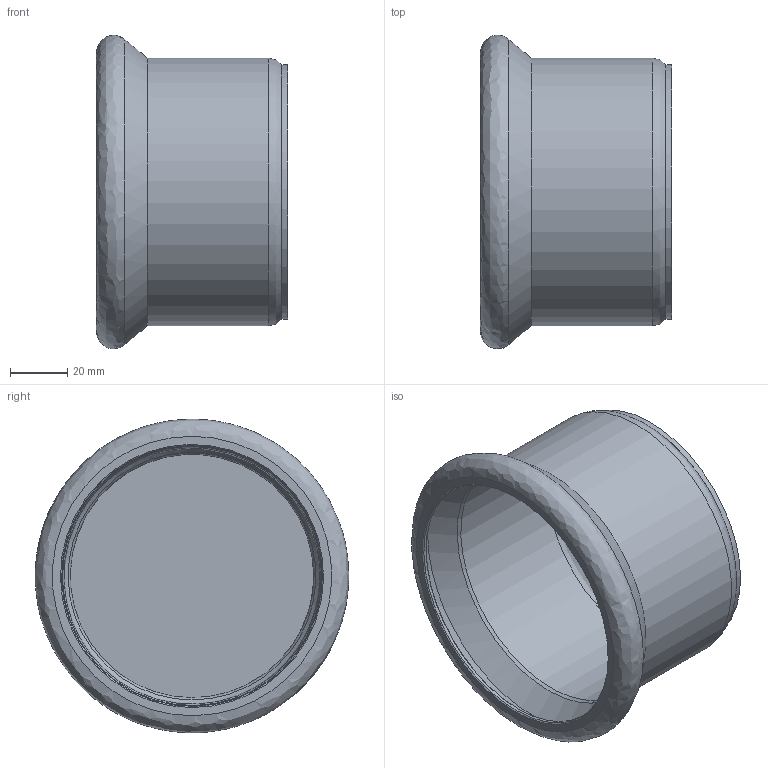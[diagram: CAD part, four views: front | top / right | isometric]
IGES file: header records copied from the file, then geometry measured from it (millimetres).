
Global section: file name: 43220; native system: Autodesk Inventor 2023; preprocessor: unknown; author: JANAN; date: 20230908.112409; units: millimetre
Bounding box: 66.72 x 109.47 x 109.47 mm (x, y, z)
Volume: 55275 mm3; surface area: 68933.8 mm2
Topology: 2 solids, 2 shells, 20 faces, 33 edges, 19 vertices
Faces by surface type: bspline 20
